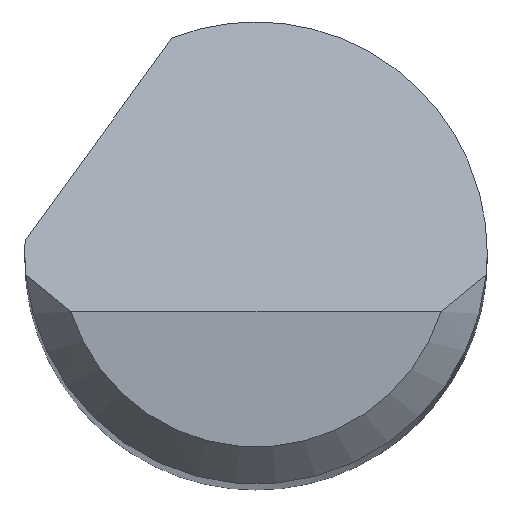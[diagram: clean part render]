
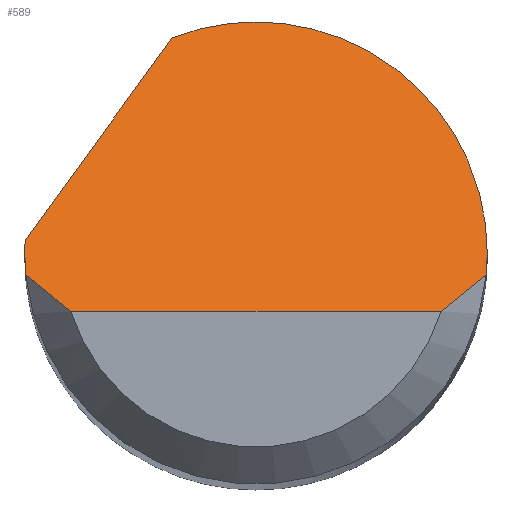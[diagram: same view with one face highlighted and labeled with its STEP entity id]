
A CAD part, top view. The second image highlights one B-rep face of the part: STEP entity #589.
In plain terms, the highlighted planar face has unit normal (0, 0.707, 0.707).
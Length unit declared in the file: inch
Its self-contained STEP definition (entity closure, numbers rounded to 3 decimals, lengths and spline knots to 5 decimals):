
#6 = EDGE_CURVE ( 'NONE', #96, #97, #541, .T. ) ;
#8 = ORIENTED_EDGE ( 'NONE', *, *, #271, .T. ) ;
#9 = PLANE ( 'NONE',  #704 ) ;
#16 = ORIENTED_EDGE ( 'NONE', *, *, #796, .F. ) ;
#29 = CARTESIAN_POINT ( 'NONE',  ( 0.08157, -0.019, 1.99525 ) ) ;
#33 = EDGE_CURVE ( 'NONE', #794, #367, #327, .T. ) ;
#34 = CARTESIAN_POINT ( 'NONE',  ( -0.11014, -0.01781, 1.99406 ) ) ;
#94 = CARTESIAN_POINT ( 'NONE',  ( -0.09375, -0.00292, 1.97917 ) ) ;
#96 = VERTEX_POINT ( 'NONE', #117 ) ;
#97 = VERTEX_POINT ( 'NONE', #383 ) ;
#102 = CARTESIAN_POINT ( 'NONE',  ( -0.09361, -0.00584, 1.98209 ) ) ;
#104 = ORIENTED_EDGE ( 'NONE', *, *, #598, .F. ) ;
#117 = CARTESIAN_POINT ( 'NONE',  ( -0.09362, 0.005, 1.97125 ) ) ;
#125 = CARTESIAN_POINT ( 'NONE',  ( 0.09334, -0.00875, 1.985 ) ) ;
#131 = CARTESIAN_POINT ( 'NONE',  ( -0.08157, -0.019, 1.99525 ) ) ;
#137 = EDGE_LOOP ( 'NONE', ( #181, #231, #104, #625, #644, #735, #16, #8 ) ) ;
#145 =( BOUNDED_CURVE ( )  B_SPLINE_CURVE ( 3, ( #767, #102, #94, #381 ),
 .UNSPECIFIED., .F., .F. ) 
 B_SPLINE_CURVE_WITH_KNOTS ( ( 4, 4 ),
 ( 4.61892, 4.71239 ),
 .UNSPECIFIED. ) 
 CURVE ( )  GEOMETRIC_REPRESENTATION_ITEM ( )  RATIONAL_B_SPLINE_CURVE ( ( 1., 0.999, 0.999, 1. ) ) 
 REPRESENTATION_ITEM ( '' )  );
#158 = CARTESIAN_POINT ( 'NONE',  ( 0.09334, -0.00875, 1.985 ) ) ;
#181 = ORIENTED_EDGE ( 'NONE', *, *, #318, .T. ) ;
#183 = CARTESIAN_POINT ( 'NONE',  ( 0.09375, -0.00292, 1.97917 ) ) ;
#191 = CARTESIAN_POINT ( 'NONE',  ( -0.09334, -0.00875, 1.985 ) ) ;
#196 = CARTESIAN_POINT ( 'NONE',  ( -0.08761, -0.01397, 1.99022 ) ) ;
#212 = CARTESIAN_POINT ( 'NONE',  ( 0., -0.02375, 2. ) ) ;
#231 = ORIENTED_EDGE ( 'NONE', *, *, #33, .T. ) ;
#243 = B_SPLINE_CURVE_WITH_KNOTS ( 'NONE', 3,
 ( #191, #196, #131, #399 ),
 .UNSPECIFIED., .F., .F.,
 ( 4, 4 ),
 ( 0., 0.00071 ),
 .UNSPECIFIED. ) ;
#271 = EDGE_CURVE ( 'NONE', #342, #334, #243, .T. ) ;
#286 = EDGE_CURVE ( 'NONE', #97, #769, #473, .T. ) ;
#287 = CARTESIAN_POINT ( 'NONE',  ( 0.08761, -0.01397, 1.99022 ) ) ;
#291 = CARTESIAN_POINT ( 'NONE',  ( -0.07508, -0.02375, 2. ) ) ;
#293 = DIRECTION ( 'NONE',  ( 0.456, 0.629, -0.629 ) ) ;
#310 = CARTESIAN_POINT ( 'NONE',  ( -0.09375, 0., 1.97625 ) ) ;
#318 = EDGE_CURVE ( 'NONE', #334, #794, #831, .T. ) ;
#327 = B_SPLINE_CURVE_WITH_KNOTS ( 'NONE', 3,
 ( #352, #29, #287, #551 ),
 .UNSPECIFIED., .F., .F.,
 ( 4, 4 ),
 ( 0., 0.00071 ),
 .UNSPECIFIED. ) ;
#334 = VERTEX_POINT ( 'NONE', #291 ) ;
#342 = VERTEX_POINT ( 'NONE', #816 ) ;
#352 = CARTESIAN_POINT ( 'NONE',  ( 0.07508, -0.02375, 2. ) ) ;
#367 = VERTEX_POINT ( 'NONE', #158 ) ;
#381 = CARTESIAN_POINT ( 'NONE',  ( -0.09375, 0., 1.97625 ) ) ;
#383 = CARTESIAN_POINT ( 'NONE',  ( -0.03394, 0.08739, 1.88886 ) ) ;
#385 =( BOUNDED_CURVE ( )  B_SPLINE_CURVE ( 3, ( #310, #699, #839, #576 ),
 .UNSPECIFIED., .F., .F. ) 
 B_SPLINE_CURVE_WITH_KNOTS ( ( 4, 4 ),
 ( 4.71239, 4.76575 ),
 .UNSPECIFIED. ) 
 CURVE ( )  GEOMETRIC_REPRESENTATION_ITEM ( )  RATIONAL_B_SPLINE_CURVE ( ( 1., 1., 1., 1. ) ) 
 REPRESENTATION_ITEM ( '' )  );
#399 = CARTESIAN_POINT ( 'NONE',  ( -0.07508, -0.02375, 2. ) ) ;
#429 = VECTOR ( 'NONE', #293, 39.37008 ) ;
#457 = FACE_OUTER_BOUND ( 'NONE', #137, .T. ) ;
#468 = CARTESIAN_POINT ( 'NONE',  ( 0.09361, -0.00584, 1.98209 ) ) ;
#473 =( BOUNDED_CURVE ( )  B_SPLINE_CURVE ( 3, ( #681, #548, #619, #614 ),
 .UNSPECIFIED., .F., .F. ) 
 B_SPLINE_CURVE_WITH_KNOTS ( ( 4, 4 ),
 ( 5.91277, 7.85398 ),
 .UNSPECIFIED. ) 
 CURVE ( )  GEOMETRIC_REPRESENTATION_ITEM ( )  RATIONAL_B_SPLINE_CURVE ( ( 1., 0.71, 0.71, 1. ) ) 
 REPRESENTATION_ITEM ( '' )  );
#477 = DIRECTION ( 'NONE',  ( 1., 0., 0. ) ) ;
#509 = CARTESIAN_POINT ( 'NONE',  ( 0.09375, 0., 1.97625 ) ) ;
#529 = CARTESIAN_POINT ( 'NONE',  ( -0.09375, -0.02375, 2. ) ) ;
#541 = LINE ( 'NONE', #34, #429 ) ;
#548 = CARTESIAN_POINT ( 'NONE',  ( 0.03379, 0.11369, 1.86256 ) ) ;
#551 = CARTESIAN_POINT ( 'NONE',  ( 0.09334, -0.00875, 1.985 ) ) ;
#576 = CARTESIAN_POINT ( 'NONE',  ( -0.09362, 0.005, 1.97125 ) ) ;
#589 = ADVANCED_FACE ( 'NONE', ( #457 ), #9, .F. ) ;
#592 = VECTOR ( 'NONE', #477, 39.37008 ) ;
#598 = EDGE_CURVE ( 'NONE', #769, #367, #772, .T. ) ;
#614 = CARTESIAN_POINT ( 'NONE',  ( 0.09375, 0., 1.97625 ) ) ;
#619 = CARTESIAN_POINT ( 'NONE',  ( 0.09375, 0.07266, 1.90359 ) ) ;
#625 = ORIENTED_EDGE ( 'NONE', *, *, #286, .F. ) ;
#644 = ORIENTED_EDGE ( 'NONE', *, *, #6, .F. ) ;
#661 = DIRECTION ( 'NONE',  ( 0., 0.707, -0.707 ) ) ;
#681 = CARTESIAN_POINT ( 'NONE',  ( -0.03394, 0.08739, 1.88886 ) ) ;
#699 = CARTESIAN_POINT ( 'NONE',  ( -0.09375, 0.00167, 1.97458 ) ) ;
#702 = VERTEX_POINT ( 'NONE', #756 ) ;
#704 = AXIS2_PLACEMENT_3D ( 'NONE', #529, #725, #661 ) ;
#725 = DIRECTION ( 'NONE',  ( 0., -0.707, -0.707 ) ) ;
#735 = ORIENTED_EDGE ( 'NONE', *, *, #825, .F. ) ;
#756 = CARTESIAN_POINT ( 'NONE',  ( -0.09375, 0., 1.97625 ) ) ;
#767 = CARTESIAN_POINT ( 'NONE',  ( -0.09334, -0.00875, 1.985 ) ) ;
#769 = VERTEX_POINT ( 'NONE', #509 ) ;
#772 =( BOUNDED_CURVE ( )  B_SPLINE_CURVE ( 3, ( #863, #183, #468, #125 ),
 .UNSPECIFIED., .F., .F. ) 
 B_SPLINE_CURVE_WITH_KNOTS ( ( 4, 4 ),
 ( 1.5708, 1.66427 ),
 .UNSPECIFIED. ) 
 CURVE ( )  GEOMETRIC_REPRESENTATION_ITEM ( )  RATIONAL_B_SPLINE_CURVE ( ( 1., 0.999, 0.999, 1. ) ) 
 REPRESENTATION_ITEM ( '' )  );
#776 = CARTESIAN_POINT ( 'NONE',  ( 0.07508, -0.02375, 2. ) ) ;
#794 = VERTEX_POINT ( 'NONE', #776 ) ;
#796 = EDGE_CURVE ( 'NONE', #342, #702, #145, .T. ) ;
#816 = CARTESIAN_POINT ( 'NONE',  ( -0.09334, -0.00875, 1.985 ) ) ;
#825 = EDGE_CURVE ( 'NONE', #702, #96, #385, .T. ) ;
#831 = LINE ( 'NONE', #212, #592 ) ;
#839 = CARTESIAN_POINT ( 'NONE',  ( -0.09371, 0.00333, 1.97292 ) ) ;
#863 = CARTESIAN_POINT ( 'NONE',  ( 0.09375, 0., 1.97625 ) ) ;
